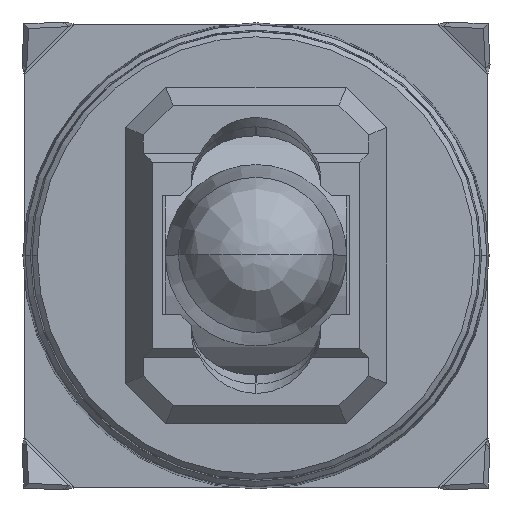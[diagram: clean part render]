
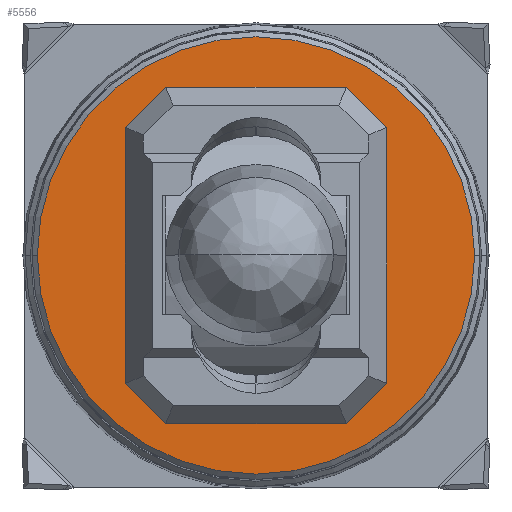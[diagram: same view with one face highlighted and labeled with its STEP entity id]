
A CAD part, top view. The second image highlights one B-rep face of the part: STEP entity #5556.
In plain terms, the highlighted planar face has unit normal (0, 0, 1).
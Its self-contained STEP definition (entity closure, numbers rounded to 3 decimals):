
#505 = CARTESIAN_POINT ( 'NONE',  ( -5.039, -4.941, 9.6 ) ) ;
#513 = PLANE ( 'NONE',  #8401 ) ;
#540 = ORIENTED_EDGE ( 'NONE', *, *, #3698, .T. ) ;
#758 = VERTEX_POINT ( 'NONE', #2418 ) ;
#880 = VECTOR ( 'NONE', #11992, 1000. ) ;
#1056 = VECTOR ( 'NONE', #2984, 1000. ) ;
#1385 = LINE ( 'NONE', #6297, #3788 ) ;
#1480 = CARTESIAN_POINT ( 'NONE',  ( 3.487, 6.493, 9.6 ) ) ;
#1767 = ORIENTED_EDGE ( 'NONE', *, *, #10039, .F. ) ;
#1840 = DIRECTION ( 'NONE',  ( -1., 0., 0. ) ) ;
#2193 = LINE ( 'NONE', #7110, #880 ) ;
#2286 = AXIS2_PLACEMENT_3D ( 'NONE', #3041, #7965, #12845 ) ;
#2418 = CARTESIAN_POINT ( 'NONE',  ( 8.443, 0., 9.6 ) ) ;
#2419 = CARTESIAN_POINT ( 'NONE',  ( -5.039, 4.941, 9.6 ) ) ;
#2466 = VERTEX_POINT ( 'NONE', #2880 ) ;
#2880 = CARTESIAN_POINT ( 'NONE',  ( 5.039, 4.941, 9.6 ) ) ;
#2984 = DIRECTION ( 'NONE',  ( 0., 1., 0. ) ) ;
#3041 = CARTESIAN_POINT ( 'NONE',  ( 0., 0., 9.6 ) ) ;
#3118 = VERTEX_POINT ( 'NONE', #505 ) ;
#3148 = CARTESIAN_POINT ( 'NONE',  ( 5.039, -4.941, 9.6 ) ) ;
#3268 = VERTEX_POINT ( 'NONE', #2419 ) ;
#3530 = ORIENTED_EDGE ( 'NONE', *, *, #15757, .T. ) ;
#3613 = VECTOR ( 'NONE', #6398, 1000. ) ;
#3698 = EDGE_CURVE ( 'NONE', #3268, #12619, #2193, .T. ) ;
#3767 = EDGE_CURVE ( 'NONE', #4006, #3118, #15772, .T. ) ;
#3788 = VECTOR ( 'NONE', #11200, 1000. ) ;
#3957 = LINE ( 'NONE', #8875, #10416 ) ;
#4006 = VERTEX_POINT ( 'NONE', #11594 ) ;
#4026 = ORIENTED_EDGE ( 'NONE', *, *, #3767, .T. ) ;
#4161 = EDGE_LOOP ( 'NONE', ( #13007, #3530 ) ) ;
#4413 = VERTEX_POINT ( 'NONE', #8421 ) ;
#4462 = DIRECTION ( 'NONE',  ( 1., 0., 0. ) ) ;
#4523 = VECTOR ( 'NONE', #8073, 1000. ) ;
#4758 = CARTESIAN_POINT ( 'NONE',  ( -3.487, -6.493, 9.6 ) ) ;
#5036 = EDGE_CURVE ( 'NONE', #7195, #4413, #14164, .T. ) ;
#5272 = EDGE_CURVE ( 'NONE', #12619, #12255, #10572, .T. ) ;
#5396 = ORIENTED_EDGE ( 'NONE', *, *, #5036, .T. ) ;
#5399 = AXIS2_PLACEMENT_3D ( 'NONE', #7972, #12851, #1840 ) ;
#5424 = CARTESIAN_POINT ( 'NONE',  ( -8.544, -8.544, 9.6 ) ) ;
#5556 = ADVANCED_FACE ( 'NONE', ( #6632, #11527 ), #513, .T. ) ;
#6297 = CARTESIAN_POINT ( 'NONE',  ( -5.039, 0., 9.6 ) ) ;
#6398 = DIRECTION ( 'NONE',  ( 0.707, -0.707, 0. ) ) ;
#6632 = FACE_BOUND ( 'NONE', #9924, .T. ) ;
#6823 = ORIENTED_EDGE ( 'NONE', *, *, #5272, .T. ) ;
#7110 = CARTESIAN_POINT ( 'NONE',  ( -5.039, 4.941, 9.6 ) ) ;
#7119 = CARTESIAN_POINT ( 'NONE',  ( 3.487, 6.493, 9.6 ) ) ;
#7195 = VERTEX_POINT ( 'NONE', #11995 ) ;
#7246 = EDGE_CURVE ( 'NONE', #3268, #3118, #1385, .T. ) ;
#7965 = DIRECTION ( 'NONE',  ( 0., 0., 1. ) ) ;
#7972 = CARTESIAN_POINT ( 'NONE',  ( 0., 0., 9.6 ) ) ;
#8073 = DIRECTION ( 'NONE',  ( -0.707, -0.707, 0. ) ) ;
#8401 = AXIS2_PLACEMENT_3D ( 'NONE', #5424, #10317, #15224 ) ;
#8421 = CARTESIAN_POINT ( 'NONE',  ( 3.487, -6.493, 9.6 ) ) ;
#8552 = CARTESIAN_POINT ( 'NONE',  ( -8.443, 0., 9.6 ) ) ;
#8566 = ORIENTED_EDGE ( 'NONE', *, *, #13319, .T. ) ;
#8777 = ORIENTED_EDGE ( 'NONE', *, *, #7246, .F. ) ;
#8875 = CARTESIAN_POINT ( 'NONE',  ( 0., -6.493, 9.6 ) ) ;
#8935 = EDGE_CURVE ( 'NONE', #9840, #758, #12318, .T. ) ;
#9101 = LINE ( 'NONE', #13999, #1056 ) ;
#9230 = CIRCLE ( 'NONE', #2286, 8.443 ) ;
#9662 = VECTOR ( 'NONE', #4462, 1000. ) ;
#9670 = DIRECTION ( 'NONE',  ( -0.707, 0.707, 0. ) ) ;
#9840 = VERTEX_POINT ( 'NONE', #8552 ) ;
#9924 = EDGE_LOOP ( 'NONE', ( #1767, #5396, #8566, #4026, #8777, #540, #6823, #10771 ) ) ;
#10039 = EDGE_CURVE ( 'NONE', #7195, #2466, #9101, .T. ) ;
#10317 = DIRECTION ( 'NONE',  ( 0., 0., 1. ) ) ;
#10416 = VECTOR ( 'NONE', #13775, 1000. ) ;
#10572 = LINE ( 'NONE', #15481, #9662 ) ;
#10715 = EDGE_CURVE ( 'NONE', #12255, #2466, #12493, .T. ) ;
#10771 = ORIENTED_EDGE ( 'NONE', *, *, #10715, .T. ) ;
#11028 = CARTESIAN_POINT ( 'NONE',  ( -3.487, 6.493, 9.6 ) ) ;
#11200 = DIRECTION ( 'NONE',  ( 0., -1., 0. ) ) ;
#11527 = FACE_OUTER_BOUND ( 'NONE', #4161, .T. ) ;
#11594 = CARTESIAN_POINT ( 'NONE',  ( -3.487, -6.493, 9.6 ) ) ;
#11992 = DIRECTION ( 'NONE',  ( 0.707, 0.707, 0. ) ) ;
#11995 = CARTESIAN_POINT ( 'NONE',  ( 5.039, -4.941, 9.6 ) ) ;
#12255 = VERTEX_POINT ( 'NONE', #7119 ) ;
#12318 = CIRCLE ( 'NONE', #5399, 8.443 ) ;
#12493 = LINE ( 'NONE', #1480, #3613 ) ;
#12619 = VERTEX_POINT ( 'NONE', #11028 ) ;
#12845 = DIRECTION ( 'NONE',  ( -1., 0., 0. ) ) ;
#12851 = DIRECTION ( 'NONE',  ( 0., 0., 1. ) ) ;
#13007 = ORIENTED_EDGE ( 'NONE', *, *, #8935, .T. ) ;
#13319 = EDGE_CURVE ( 'NONE', #4413, #4006, #3957, .T. ) ;
#13775 = DIRECTION ( 'NONE',  ( -1., 0., 0. ) ) ;
#13983 = VECTOR ( 'NONE', #9670, 1000. ) ;
#13999 = CARTESIAN_POINT ( 'NONE',  ( 5.039, 0., 9.6 ) ) ;
#14164 = LINE ( 'NONE', #3148, #4523 ) ;
#15224 = DIRECTION ( 'NONE',  ( 1., 0., 0. ) ) ;
#15481 = CARTESIAN_POINT ( 'NONE',  ( 0., 6.493, 9.6 ) ) ;
#15757 = EDGE_CURVE ( 'NONE', #758, #9840, #9230, .T. ) ;
#15772 = LINE ( 'NONE', #4758, #13983 ) ;
